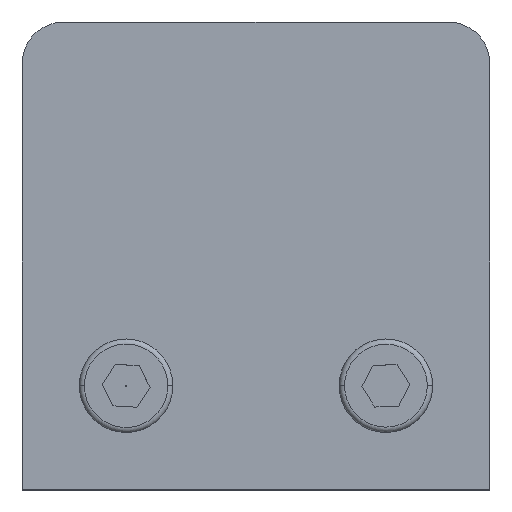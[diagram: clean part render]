
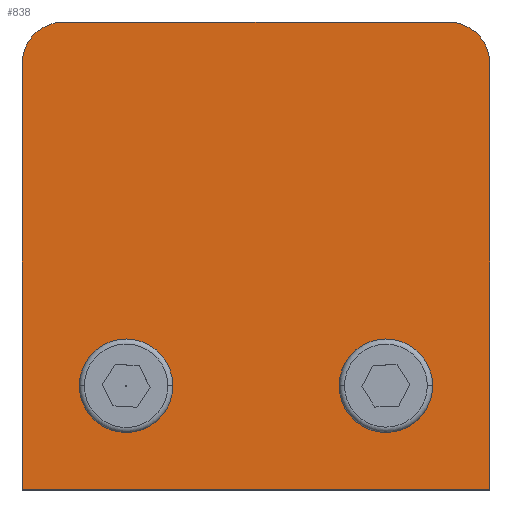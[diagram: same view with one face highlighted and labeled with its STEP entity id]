
A CAD part, top view. The second image highlights one B-rep face of the part: STEP entity #838.
In plain terms, the highlighted planar face has unit normal (0, 0, 1).
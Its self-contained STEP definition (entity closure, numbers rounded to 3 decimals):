
#1 = CARTESIAN_POINT ( 'NONE',  ( 8., 2.5, 20.75 ) ) ;
#22 = CARTESIAN_POINT ( 'NONE',  ( 22.5, -7.481, 20.75 ) ) ;
#26 = CIRCLE ( 'NONE', #313, 4.5 ) ;
#43 = EDGE_CURVE ( 'NONE', #2687, #945, #2812, .T. ) ;
#50 = ORIENTED_EDGE ( 'NONE', *, *, #489, .F. ) ;
#101 = ORIENTED_EDGE ( 'NONE', *, *, #1281, .T. ) ;
#156 = DIRECTION ( 'NONE',  ( -1., 0., 0. ) ) ;
#185 = DIRECTION ( 'NONE',  ( 1., 0., 0. ) ) ;
#281 = VERTEX_POINT ( 'NONE', #1419 ) ;
#309 = CARTESIAN_POINT ( 'NONE',  ( -18.5, 33.5, 20.75 ) ) ;
#313 = AXIS2_PLACEMENT_3D ( 'NONE', #1208, #2349, #390 ) ;
#339 = CARTESIAN_POINT ( 'NONE',  ( -8., 2.5, 20.75 ) ) ;
#390 = DIRECTION ( 'NONE',  ( 1., 0., 0. ) ) ;
#414 = FACE_OUTER_BOUND ( 'NONE', #1995, .T. ) ;
#440 = CARTESIAN_POINT ( 'NONE',  ( 22.5, 33.5, 20.75 ) ) ;
#489 = EDGE_CURVE ( 'NONE', #915, #2903, #3063, .T. ) ;
#561 = ORIENTED_EDGE ( 'NONE', *, *, #1899, .T. ) ;
#643 = CARTESIAN_POINT ( 'NONE',  ( -22.5, 37.5, 20.75 ) ) ;
#700 = CARTESIAN_POINT ( 'NONE',  ( 12.5, 2.5, 20.75 ) ) ;
#735 = ORIENTED_EDGE ( 'NONE', *, *, #1389, .F. ) ;
#796 = EDGE_CURVE ( 'NONE', #2425, #945, #2725, .T. ) ;
#809 = VERTEX_POINT ( 'NONE', #2744 ) ;
#811 = CARTESIAN_POINT ( 'NONE',  ( 22.5, 37.5, 20.75 ) ) ;
#838 = ADVANCED_FACE ( 'NONE', ( #2704, #2127, #414 ), #3272, .F. ) ;
#915 = VERTEX_POINT ( 'NONE', #1707 ) ;
#945 = VERTEX_POINT ( 'NONE', #22 ) ;
#963 = DIRECTION ( 'NONE',  ( 0., 1., 0. ) ) ;
#1044 = DIRECTION ( 'NONE',  ( 0., 1., 0. ) ) ;
#1094 = DIRECTION ( 'NONE',  ( 1., 0., 0. ) ) ;
#1208 = CARTESIAN_POINT ( 'NONE',  ( -12.5, 2.5, 20.75 ) ) ;
#1281 = EDGE_CURVE ( 'NONE', #281, #2425, #2975, .T. ) ;
#1305 = DIRECTION ( 'NONE',  ( 0., 0., 1. ) ) ;
#1319 = LINE ( 'NONE', #2440, #2518 ) ;
#1357 = AXIS2_PLACEMENT_3D ( 'NONE', #700, #2734, #185 ) ;
#1370 = DIRECTION ( 'NONE',  ( 0., 0., 1. ) ) ;
#1389 = EDGE_CURVE ( 'NONE', #3010, #1691, #1843, .T. ) ;
#1419 = CARTESIAN_POINT ( 'NONE',  ( -22.5, 33.5, 20.75 ) ) ;
#1474 = ORIENTED_EDGE ( 'NONE', *, *, #3591, .T. ) ;
#1511 = ORIENTED_EDGE ( 'NONE', *, *, #1785, .F. ) ;
#1565 = DIRECTION ( 'NONE',  ( 0., 0., -1. ) ) ;
#1675 = EDGE_LOOP ( 'NONE', ( #735, #1511 ) ) ;
#1691 = VERTEX_POINT ( 'NONE', #2520 ) ;
#1707 = CARTESIAN_POINT ( 'NONE',  ( 17., 2.5, 20.75 ) ) ;
#1718 = ORIENTED_EDGE ( 'NONE', *, *, #3588, .T. ) ;
#1785 = EDGE_CURVE ( 'NONE', #1691, #3010, #26, .T. ) ;
#1843 = CIRCLE ( 'NONE', #3578, 4.5 ) ;
#1852 = CARTESIAN_POINT ( 'NONE',  ( -42.5, -7.481, 20.75 ) ) ;
#1887 = ORIENTED_EDGE ( 'NONE', *, *, #1978, .F. ) ;
#1896 = DIRECTION ( 'NONE',  ( 1., 0., 0. ) ) ;
#1899 = EDGE_CURVE ( 'NONE', #2819, #281, #2900, .T. ) ;
#1978 = EDGE_CURVE ( 'NONE', #2903, #915, #2068, .T. ) ;
#1995 = EDGE_LOOP ( 'NONE', ( #101, #3563, #3698, #1474, #1718, #561 ) ) ;
#2068 = CIRCLE ( 'NONE', #1357, 4.5 ) ;
#2127 = FACE_BOUND ( 'NONE', #2551, .T. ) ;
#2252 = AXIS2_PLACEMENT_3D ( 'NONE', #309, #3524, #963 ) ;
#2342 = CIRCLE ( 'NONE', #2575, 4. ) ;
#2344 = DIRECTION ( 'NONE',  ( 0., -1., 0. ) ) ;
#2349 = DIRECTION ( 'NONE',  ( 0., 0., 1. ) ) ;
#2351 = AXIS2_PLACEMENT_3D ( 'NONE', #2515, #3654, #1094 ) ;
#2425 = VERTEX_POINT ( 'NONE', #3435 ) ;
#2437 = VECTOR ( 'NONE', #2344, 1000. ) ;
#2440 = CARTESIAN_POINT ( 'NONE',  ( 22.5, 37.5, 20.75 ) ) ;
#2515 = CARTESIAN_POINT ( 'NONE',  ( 12.5, 2.5, 20.75 ) ) ;
#2518 = VECTOR ( 'NONE', #156, 1000. ) ;
#2520 = CARTESIAN_POINT ( 'NONE',  ( -17., 2.5, 20.75 ) ) ;
#2551 = EDGE_LOOP ( 'NONE', ( #50, #1887 ) ) ;
#2575 = AXIS2_PLACEMENT_3D ( 'NONE', #3586, #1305, #1044 ) ;
#2585 = VECTOR ( 'NONE', #3626, 1000. ) ;
#2687 = VERTEX_POINT ( 'NONE', #440 ) ;
#2704 = FACE_BOUND ( 'NONE', #1675, .T. ) ;
#2725 = LINE ( 'NONE', #1852, #2585 ) ;
#2734 = DIRECTION ( 'NONE',  ( 0., 0., 1. ) ) ;
#2744 = CARTESIAN_POINT ( 'NONE',  ( 18.5, 37.5, 20.75 ) ) ;
#2776 = DIRECTION ( 'NONE',  ( 0., -1., 0. ) ) ;
#2812 = LINE ( 'NONE', #811, #3380 ) ;
#2819 = VERTEX_POINT ( 'NONE', #3424 ) ;
#2900 = CIRCLE ( 'NONE', #2252, 4. ) ;
#2903 = VERTEX_POINT ( 'NONE', #1 ) ;
#2975 = LINE ( 'NONE', #643, #2437 ) ;
#3009 = CARTESIAN_POINT ( 'NONE',  ( -12.5, 2.5, 20.75 ) ) ;
#3010 = VERTEX_POINT ( 'NONE', #339 ) ;
#3033 = AXIS2_PLACEMENT_3D ( 'NONE', #3249, #1565, #3059 ) ;
#3059 = DIRECTION ( 'NONE',  ( 0., 1., 0. ) ) ;
#3063 = CIRCLE ( 'NONE', #2351, 4.5 ) ;
#3249 = CARTESIAN_POINT ( 'NONE',  ( 22.5, 37.5, 20.75 ) ) ;
#3272 = PLANE ( 'NONE',  #3033 ) ;
#3380 = VECTOR ( 'NONE', #2776, 1000. ) ;
#3424 = CARTESIAN_POINT ( 'NONE',  ( -18.5, 37.5, 20.75 ) ) ;
#3435 = CARTESIAN_POINT ( 'NONE',  ( -22.5, -7.481, 20.75 ) ) ;
#3524 = DIRECTION ( 'NONE',  ( 0., 0., 1. ) ) ;
#3563 = ORIENTED_EDGE ( 'NONE', *, *, #796, .T. ) ;
#3578 = AXIS2_PLACEMENT_3D ( 'NONE', #3009, #1370, #1896 ) ;
#3586 = CARTESIAN_POINT ( 'NONE',  ( 18.5, 33.5, 20.75 ) ) ;
#3588 = EDGE_CURVE ( 'NONE', #809, #2819, #1319, .T. ) ;
#3591 = EDGE_CURVE ( 'NONE', #2687, #809, #2342, .T. ) ;
#3626 = DIRECTION ( 'NONE',  ( 1., 0., 0. ) ) ;
#3654 = DIRECTION ( 'NONE',  ( 0., 0., 1. ) ) ;
#3698 = ORIENTED_EDGE ( 'NONE', *, *, #43, .F. ) ;
